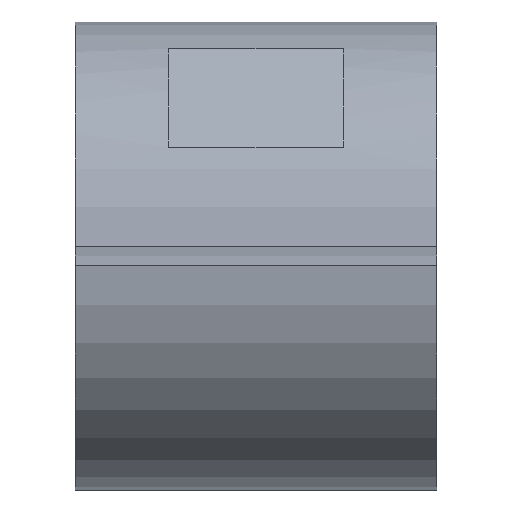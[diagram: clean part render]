
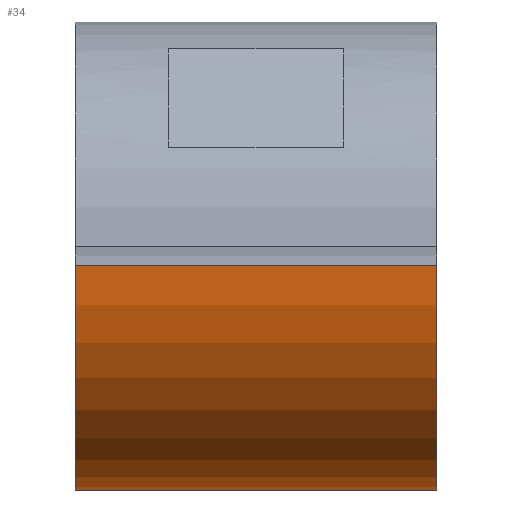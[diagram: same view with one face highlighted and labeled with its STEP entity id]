
A CAD part, left-side view. The second image highlights one B-rep face of the part: STEP entity #34.
In plain terms, the highlighted cylindrical face has radius 12.7 mm (diameter 25.4 mm), a partial arc.
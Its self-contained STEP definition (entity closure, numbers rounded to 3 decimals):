
#8 = CARTESIAN_POINT ( 'NONE',  ( 0., 9.817, 0. ) ) ;
#34 = ADVANCED_FACE ( 'NONE', ( #665 ), #462, .T. ) ;
#43 = VERTEX_POINT ( 'NONE', #266 ) ;
#84 = VERTEX_POINT ( 'NONE', #175 ) ;
#101 = VECTOR ( 'NONE', #240, 1000. ) ;
#105 = VERTEX_POINT ( 'NONE', #229 ) ;
#119 = CARTESIAN_POINT ( 'NONE',  ( -12.69, -9.817, -0.508 ) ) ;
#143 = LINE ( 'NONE', #573, #548 ) ;
#145 = DIRECTION ( 'NONE',  ( 0., 0., 1. ) ) ;
#175 = CARTESIAN_POINT ( 'NONE',  ( -12.69, 9.817, -0.508 ) ) ;
#229 = CARTESIAN_POINT ( 'NONE',  ( 0., -9.817, -12.7 ) ) ;
#240 = DIRECTION ( 'NONE',  ( 0., 1., 0. ) ) ;
#249 = EDGE_CURVE ( 'NONE', #512, #84, #604, .T. ) ;
#266 = CARTESIAN_POINT ( 'NONE',  ( 0., 9.817, -12.7 ) ) ;
#268 = AXIS2_PLACEMENT_3D ( 'NONE', #318, #306, #145 ) ;
#300 = DIRECTION ( 'NONE',  ( 0., 1., 0. ) ) ;
#306 = DIRECTION ( 'NONE',  ( 0., 1., 0. ) ) ;
#318 = CARTESIAN_POINT ( 'NONE',  ( 0., -9.817, 0. ) ) ;
#323 = EDGE_LOOP ( 'NONE', ( #833, #808, #793, #767 ) ) ;
#369 = EDGE_CURVE ( 'NONE', #43, #84, #675, .T. ) ;
#381 = DIRECTION ( 'NONE',  ( 0., 0., 1. ) ) ;
#444 = AXIS2_PLACEMENT_3D ( 'NONE', #740, #765, #732 ) ;
#462 = CYLINDRICAL_SURFACE ( 'NONE', #268, 12.7 ) ;
#512 = VERTEX_POINT ( 'NONE', #578 ) ;
#524 = EDGE_CURVE ( 'NONE', #105, #43, #143, .T. ) ;
#548 = VECTOR ( 'NONE', #577, 1000. ) ;
#573 = CARTESIAN_POINT ( 'NONE',  ( 0., -9.817, -12.7 ) ) ;
#577 = DIRECTION ( 'NONE',  ( 0., 1., 0. ) ) ;
#578 = CARTESIAN_POINT ( 'NONE',  ( -12.69, -9.817, -0.508 ) ) ;
#603 = EDGE_CURVE ( 'NONE', #105, #512, #737, .T. ) ;
#604 = LINE ( 'NONE', #119, #101 ) ;
#665 = FACE_OUTER_BOUND ( 'NONE', #323, .T. ) ;
#675 = CIRCLE ( 'NONE', #682, 12.7 ) ;
#682 = AXIS2_PLACEMENT_3D ( 'NONE', #8, #300, #381 ) ;
#732 = DIRECTION ( 'NONE',  ( 0., 0., 1. ) ) ;
#737 = CIRCLE ( 'NONE', #444, 12.7 ) ;
#740 = CARTESIAN_POINT ( 'NONE',  ( 0., -9.817, 0. ) ) ;
#765 = DIRECTION ( 'NONE',  ( 0., 1., 0. ) ) ;
#767 = ORIENTED_EDGE ( 'NONE', *, *, #369, .F. ) ;
#793 = ORIENTED_EDGE ( 'NONE', *, *, #249, .T. ) ;
#808 = ORIENTED_EDGE ( 'NONE', *, *, #603, .T. ) ;
#833 = ORIENTED_EDGE ( 'NONE', *, *, #524, .F. ) ;
